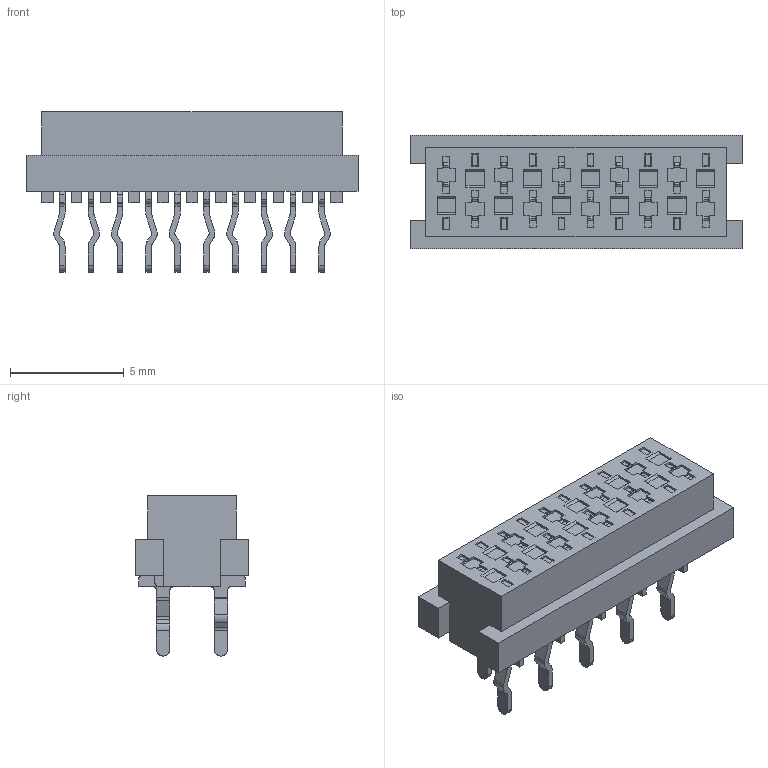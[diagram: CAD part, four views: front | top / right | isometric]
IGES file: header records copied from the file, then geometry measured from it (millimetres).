
Start section: ZWSOFT
Global section: file name: 3900-XXFSXXENX01.igs; native system: ZW3D; preprocessor: 1.0; author: ZW3D; organization: ZWSOFT; date: 231211.160456; units: millimetre
Bounding box: 14.62 x 5 x 7.05 mm (x, y, z)
Surface area: 422.8 mm2 (no closed solid volume)
Topology: 0 solids, 0 shells, 942 faces, 5392 edges, 5392 vertices
Faces by surface type: bspline 942
